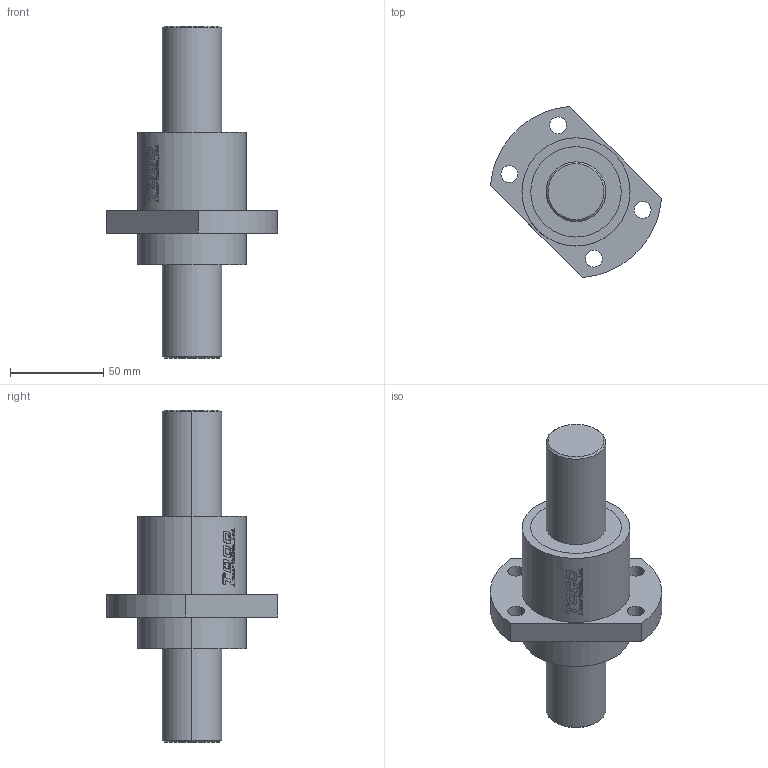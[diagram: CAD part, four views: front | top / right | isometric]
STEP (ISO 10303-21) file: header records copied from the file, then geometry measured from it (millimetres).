
FILE_DESCRIPTION (( 'STEP AP214' ), '1' );
FILE_NAME ('SFY3264-1.6.STEP', '2019-04-24T06:04:28', ( '' ), ( '' ), 'SwSTEP 2.0', 'SolidWorks 2015', '' );
FILE_SCHEMA (( 'AUTOMOTIVE_DESIGN' ));
Length unit declared in the file: millimetre
Products named in the file (1): SFY3264-1.6
Bounding box: 91.74 x 91.74 x 178 mm (x, y, z)
Volume: 299950.5 mm3; surface area: 59291.5 mm2
Topology: 4 solids, 4 shells, 605 faces, 1663 edges, 1108 vertices
Faces by surface type: bspline 425, plane 100, cylinder 76, cone 4
Entity records: 28151 total; most frequent: CARTESIAN_POINT 16503, ORIENTED_EDGE 3326, EDGE_CURVE 1663, B_SPLINE_CURVE_WITH_KNOTS 1353, VERTEX_POINT 1108, DIRECTION 788, EDGE_LOOP 661, ADVANCED_FACE 605
